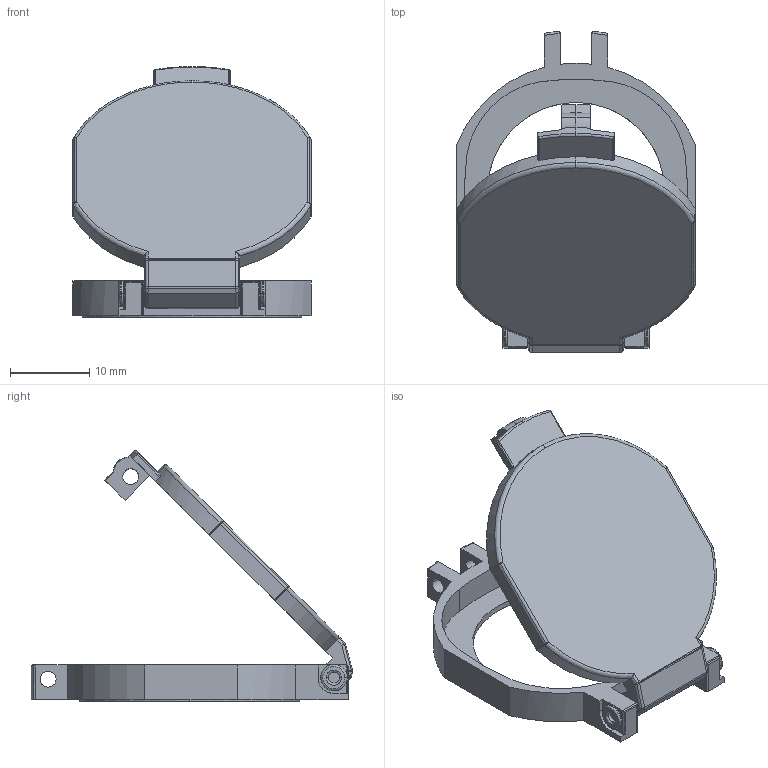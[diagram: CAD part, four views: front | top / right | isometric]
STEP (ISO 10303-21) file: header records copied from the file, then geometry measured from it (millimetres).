
FILE_DESCRIPTION((''),'2;1');
FILE_NAME( 'har_port_sealing_cover.stp','2011-08-03T00:45:26',('User'),('SDRC'),'I-DEAS Master Series 9','UNIX','Yes');
FILE_SCHEMA(('CONFIG_CONTROL_DESIGN', 'GEOMETRIC_VALIDATION_PROPERTIES_MIM','SHAPE_APPEARANCE_LAYER_MIM'));
Length unit declared in the file: millimetre
Bounding box: 30 x 40.49 x 31.6 mm (x, y, z)
Volume: 2662.4 mm3; surface area: 4893 mm2
Topology: 4 solids, 4 shells, 211 faces, 559 edges, 357 vertices
Faces by surface type: bspline 211
Entity records: 10145 total; most frequent: CARTESIAN_POINT 6966, ORIENTED_EDGE 1114, EDGE_CURVE 557, VERTEX_POINT 357, QUASI_UNIFORM_CURVE 241, EDGE_LOOP 228, FACE_OUTER_BOUND 211, ADVANCED_FACE 211
